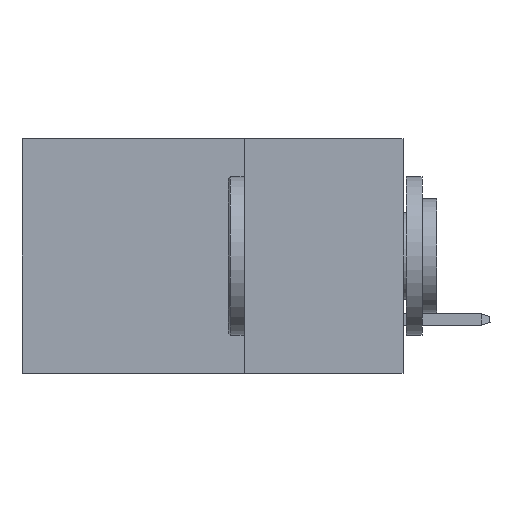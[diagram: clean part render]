
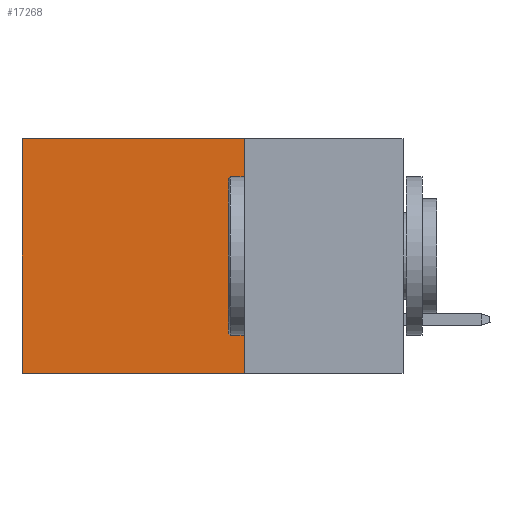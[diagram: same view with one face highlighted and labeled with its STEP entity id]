
A CAD part, left-side view. The second image highlights one B-rep face of the part: STEP entity #17268.
In plain terms, the highlighted planar face has unit normal (-1, 0, 0).
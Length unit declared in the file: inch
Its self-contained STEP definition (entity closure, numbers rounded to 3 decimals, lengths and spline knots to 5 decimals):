
#6 = CARTESIAN_POINT ( 'NONE',  ( 0.2875, 0.25, 0. ) ) ;
#271 = PLANE ( 'NONE',  #24224 ) ;
#591 = CARTESIAN_POINT ( 'NONE',  ( 0.2875, 0.25, 0. ) ) ;
#744 = FACE_OUTER_BOUND ( 'NONE', #25295, .T. ) ;
#894 = VECTOR ( 'NONE', #15731, 39.37008 ) ;
#2836 = VERTEX_POINT ( 'NONE', #24806 ) ;
#3909 = CARTESIAN_POINT ( 'NONE',  ( 0.2875, 0.6, 0. ) ) ;
#4468 = LINE ( 'NONE', #18801, #7540 ) ;
#4525 = ORIENTED_EDGE ( 'NONE', *, *, #20457, .F. ) ;
#7540 = VECTOR ( 'NONE', #28361, 39.37008 ) ;
#7889 = CARTESIAN_POINT ( 'NONE',  ( 0.2875, 0.25, 0. ) ) ;
#8643 = EDGE_CURVE ( 'NONE', #2836, #18603, #18564, .T. ) ;
#10103 = LINE ( 'NONE', #6, #19356 ) ;
#10540 = LINE ( 'NONE', #17921, #11881 ) ;
#10836 = ORIENTED_EDGE ( 'NONE', *, *, #20933, .F. ) ;
#11881 = VECTOR ( 'NONE', #15551, 39.37008 ) ;
#12066 = VERTEX_POINT ( 'NONE', #28044 ) ;
#12260 = DIRECTION ( 'NONE',  ( 1., 0., 0. ) ) ;
#13142 = ORIENTED_EDGE ( 'NONE', *, *, #23186, .T. ) ;
#15551 = DIRECTION ( 'NONE',  ( 0., 1., 0. ) ) ;
#15731 = DIRECTION ( 'NONE',  ( 0., 0., -1. ) ) ;
#17268 = ADVANCED_FACE ( 'NONE', ( #744 ), #271, .F. ) ;
#17921 = CARTESIAN_POINT ( 'NONE',  ( 0.2875, 0.25, -0.37 ) ) ;
#18228 = ORIENTED_EDGE ( 'NONE', *, *, #8643, .T. ) ;
#18299 = CARTESIAN_POINT ( 'NONE',  ( 0.2875, 0.6, -0.37 ) ) ;
#18564 = LINE ( 'NONE', #3909, #894 ) ;
#18603 = VERTEX_POINT ( 'NONE', #18299 ) ;
#18801 = CARTESIAN_POINT ( 'NONE',  ( 0.2875, 0.25, 0. ) ) ;
#19356 = VECTOR ( 'NONE', #23773, 39.37008 ) ;
#20457 = EDGE_CURVE ( 'NONE', #12066, #18603, #10540, .T. ) ;
#20933 = EDGE_CURVE ( 'NONE', #29293, #12066, #4468, .T. ) ;
#23186 = EDGE_CURVE ( 'NONE', #29293, #2836, #10103, .T. ) ;
#23773 = DIRECTION ( 'NONE',  ( 0., 1., 0. ) ) ;
#24224 = AXIS2_PLACEMENT_3D ( 'NONE', #591, #12260, #29380 ) ;
#24806 = CARTESIAN_POINT ( 'NONE',  ( 0.2875, 0.6, 0. ) ) ;
#25295 = EDGE_LOOP ( 'NONE', ( #18228, #4525, #10836, #13142 ) ) ;
#28044 = CARTESIAN_POINT ( 'NONE',  ( 0.2875, 0.25, -0.37 ) ) ;
#28361 = DIRECTION ( 'NONE',  ( 0., 0., -1. ) ) ;
#29293 = VERTEX_POINT ( 'NONE', #7889 ) ;
#29380 = DIRECTION ( 'NONE',  ( 0., 0., -1. ) ) ;
